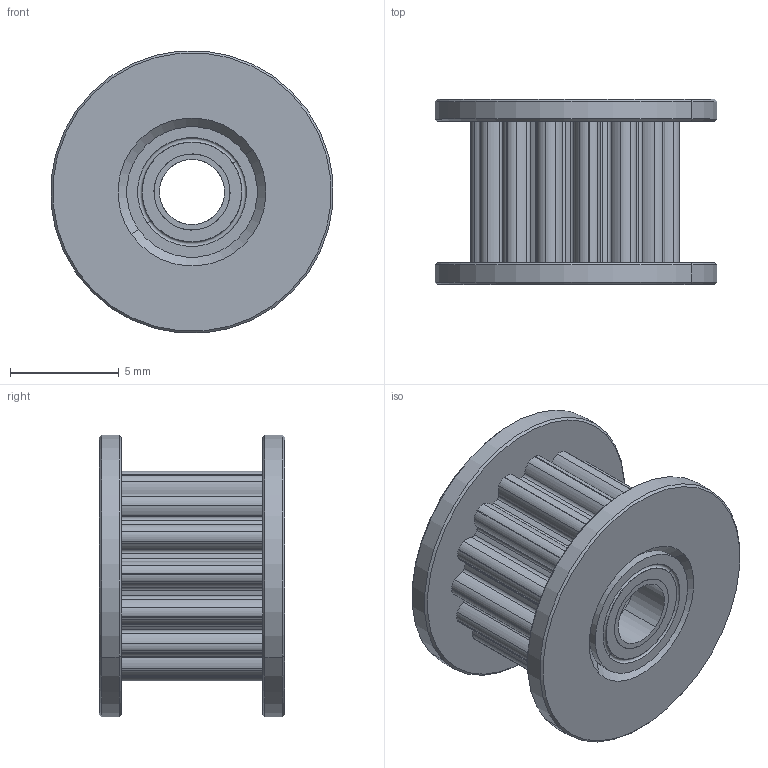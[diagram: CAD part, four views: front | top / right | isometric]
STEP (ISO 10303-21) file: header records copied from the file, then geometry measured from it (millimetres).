
FILE_DESCRIPTION (( 'STEP AP214' ), '1' );
FILE_NAME ('GT2 Timing Idler Pulley, Configurable, 16T W6 B3 With T.STEP', '2019-11-15T21:30:34', ( '' ), ( '' ), 'SwSTEP 2.0', 'SolidWorks 2018', '' );
FILE_SCHEMA (( 'AUTOMOTIVE_DESIGN' ));
Length unit declared in the file: millimetre
Products named in the file (7): GT2 Timing Idler Pulley, Configurable, 16T W6 B3 With T; Bearing Subassy, GT2 Timing Idler Pulley, Configurable_3 mm Bore, 6 mm OD; Bearing Ball, GT2 Timing Idler Pulley, Configurable_1 mm; Bearing Seal, GT2 Timing Idler Pulley, Configurable_3 mm Bore, 6 mm OD; Bearing Inner Ring, GT2 Timing Idler Pulley, Configurable_3 mm Bore, 6 mm OD; Bearing Outer Ring, GT2 Timing Idler Pulley, Configurable_3 mm Bore, 6 mm OD; Body, GT2 Timing Idler Pulley, Configurable_16T W6 B3 With T
Assembly tree (15 placements, depth 3):
  GT2 Timing Idler Pulley, Configurable, 16T W6 B3 With T
    Body, GT2 Timing Idler Pulley, Configurable_16T W6 B3 With T
    Bearing Subassy, GT2 Timing Idler Pulley, Configurable_3 mm Bore, 6 mm OD  x2
      Bearing Outer Ring, GT2 Timing Idler Pulley, Configurable_3 mm Bore, 6 mm OD
      Bearing Inner Ring, GT2 Timing Idler Pulley, Configurable_3 mm Bore, 6 mm OD
      Bearing Seal, GT2 Timing Idler Pulley, Configurable_3 mm Bore, 6 mm OD
      Bearing Ball, GT2 Timing Idler Pulley, Configurable_1 mm
Bounding box: 12.95 x 8.5 x 12.95 mm (x, y, z)
Volume: 544.6 mm3; surface area: 1291.5 mm2
Topology: 25 solids, 25 shells, 279 faces, 739 edges, 482 vertices
Faces by surface type: cylinder 185, sphere 32, torus 28, plane 22, cone 12
Entity records: 6675 total; most frequent: DIRECTION 1309, CARTESIAN_POINT 1083, ORIENTED_EDGE 1050, AXIS2_PLACEMENT_3D 568, EDGE_CURVE 525, CIRCLE 352, VERTEX_POINT 342, EDGE_LOOP 209
